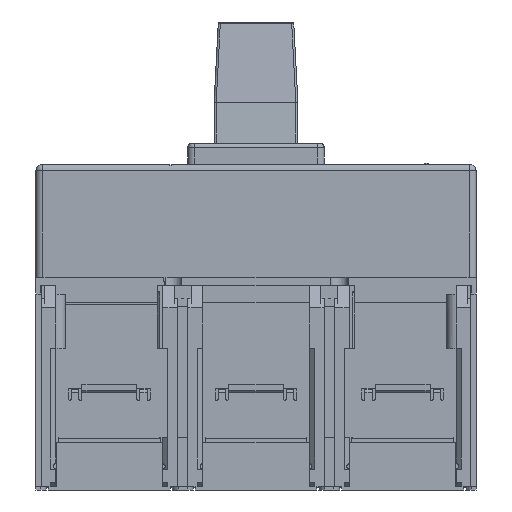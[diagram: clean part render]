
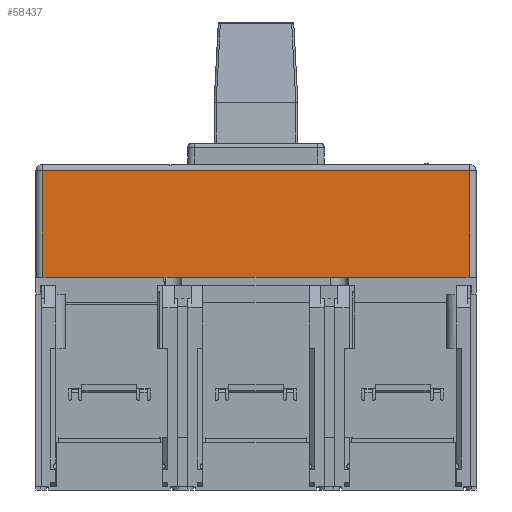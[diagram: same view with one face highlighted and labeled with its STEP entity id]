
A CAD part, front view. The second image highlights one B-rep face of the part: STEP entity #58437.
In plain terms, the highlighted face is planar.
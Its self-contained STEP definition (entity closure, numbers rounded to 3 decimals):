
#176 = LINE ( 'NONE', #22468, #139967 ) ;
#3147 = CARTESIAN_POINT ( 'NONE',  ( 30., 3., 92.5 ) ) ;
#3598 = CARTESIAN_POINT ( 'NONE',  ( 30., 144.7, 100.5 ) ) ;
#11554 = CARTESIAN_POINT ( 'NONE',  ( 30., 3., 100.5 ) ) ;
#21411 = EDGE_CURVE ( 'NONE', #109324, #47407, #89394, .T. ) ;
#21818 = LINE ( 'NONE', #70233, #47452 ) ;
#22468 = CARTESIAN_POINT ( 'NONE',  ( 30., 0., 100.5 ) ) ;
#22901 = ORIENTED_EDGE ( 'NONE', *, *, #133354, .T. ) ;
#24208 = ORIENTED_EDGE ( 'NONE', *, *, #51043, .T. ) ;
#28160 = CARTESIAN_POINT ( 'NONE',  ( 30., 0., 100.5 ) ) ;
#36532 = DIRECTION ( 'NONE',  ( 0., 0., 1. ) ) ;
#38682 = LINE ( 'NONE', #73274, #79284 ) ;
#45783 = ORIENTED_EDGE ( 'NONE', *, *, #66276, .T. ) ;
#47407 = VERTEX_POINT ( 'NONE', #86891 ) ;
#47452 = VECTOR ( 'NONE', #117110, 1000. ) ;
#48116 = CARTESIAN_POINT ( 'NONE',  ( 30., 65.3, 100.5 ) ) ;
#48399 = CARTESIAN_POINT ( 'NONE',  ( 30., 3., 151.4 ) ) ;
#51043 = EDGE_CURVE ( 'NONE', #135976, #47407, #85738, .T. ) ;
#51939 = DIRECTION ( 'NONE',  ( 0., 0., -1. ) ) ;
#58437 = ADVANCED_FACE ( 'NONE', ( #141829 ), #81866, .T. ) ;
#59289 = VECTOR ( 'NONE', #51939, 1000. ) ;
#66276 = EDGE_CURVE ( 'NONE', #74255, #78712, #110675, .T. ) ;
#67809 = DIRECTION ( 'NONE',  ( 0., 1., 0. ) ) ;
#70233 = CARTESIAN_POINT ( 'NONE',  ( 30., 105., 151.4 ) ) ;
#73274 = CARTESIAN_POINT ( 'NONE',  ( 30., 0., 100.5 ) ) ;
#74255 = VERTEX_POINT ( 'NONE', #11554 ) ;
#75061 = DIRECTION ( 'NONE',  ( 0., 1., 0. ) ) ;
#76251 = VECTOR ( 'NONE', #75061, 1000. ) ;
#78712 = VERTEX_POINT ( 'NONE', #48399 ) ;
#79284 = VECTOR ( 'NONE', #109372, 1000. ) ;
#81866 = PLANE ( 'NONE',  #106859 ) ;
#82484 = ORIENTED_EDGE ( 'NONE', *, *, #21411, .F. ) ;
#83381 = DIRECTION ( 'NONE',  ( -1., 0., 0. ) ) ;
#85738 = LINE ( 'NONE', #98047, #59289 ) ;
#86891 = CARTESIAN_POINT ( 'NONE',  ( 30., 207., 100.5 ) ) ;
#89394 = LINE ( 'NONE', #28160, #76251 ) ;
#97626 = DIRECTION ( 'NONE',  ( 0., 0., 1. ) ) ;
#98047 = CARTESIAN_POINT ( 'NONE',  ( 30., 207., 92.5 ) ) ;
#102426 = ORIENTED_EDGE ( 'NONE', *, *, #127896, .F. ) ;
#106859 = AXIS2_PLACEMENT_3D ( 'NONE', #148249, #83381, #36532 ) ;
#109324 = VERTEX_POINT ( 'NONE', #3598 ) ;
#109372 = DIRECTION ( 'NONE',  ( 0., 1., 0. ) ) ;
#110675 = LINE ( 'NONE', #3147, #123151 ) ;
#113956 = CARTESIAN_POINT ( 'NONE',  ( 30., 207., 151.4 ) ) ;
#117110 = DIRECTION ( 'NONE',  ( 0., 1., 0. ) ) ;
#118211 = ORIENTED_EDGE ( 'NONE', *, *, #141191, .F. ) ;
#122119 = VERTEX_POINT ( 'NONE', #48116 ) ;
#123151 = VECTOR ( 'NONE', #97626, 1000. ) ;
#127896 = EDGE_CURVE ( 'NONE', #74255, #122119, #176, .T. ) ;
#133354 = EDGE_CURVE ( 'NONE', #78712, #135976, #21818, .T. ) ;
#133964 = EDGE_LOOP ( 'NONE', ( #45783, #22901, #24208, #82484, #118211, #102426 ) ) ;
#135976 = VERTEX_POINT ( 'NONE', #113956 ) ;
#139967 = VECTOR ( 'NONE', #67809, 1000. ) ;
#141191 = EDGE_CURVE ( 'NONE', #122119, #109324, #38682, .T. ) ;
#141829 = FACE_OUTER_BOUND ( 'NONE', #133964, .T. ) ;
#148249 = CARTESIAN_POINT ( 'NONE',  ( 30., 105., 92.5 ) ) ;
